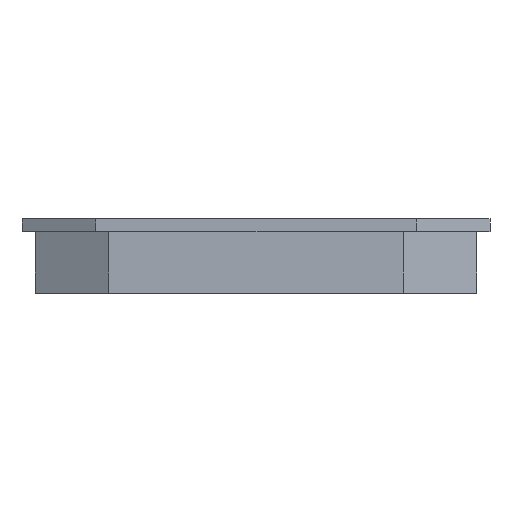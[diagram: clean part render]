
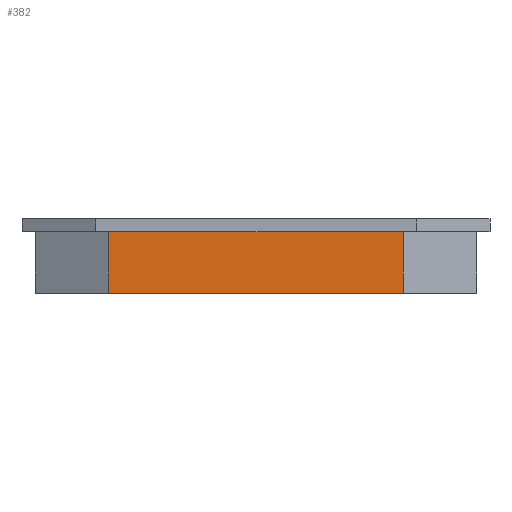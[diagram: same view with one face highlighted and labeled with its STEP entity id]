
A CAD part, left-side view. The second image highlights one B-rep face of the part: STEP entity #382.
In plain terms, the highlighted planar face has unit normal (-1, 0, 0).
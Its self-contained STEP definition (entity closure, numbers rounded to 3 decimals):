
#63 = VERTEX_POINT('',#64);
#64 = CARTESIAN_POINT('',(-348.75,69.684,0.));
#70 = EDGE_CURVE('',#71,#63,#73,.T.);
#71 = VERTEX_POINT('',#72);
#72 = CARTESIAN_POINT('',(-348.75,-68.684,0.));
#73 = LINE('',#74,#75);
#74 = CARTESIAN_POINT('',(-348.75,-68.684,0.));
#75 = VECTOR('',#76,1.);
#76 = DIRECTION('',(0.,1.,0.));
#314 = VERTEX_POINT('',#315);
#315 = CARTESIAN_POINT('',(-348.75,69.684,29.));
#348 = VERTEX_POINT('',#349);
#349 = CARTESIAN_POINT('',(-348.75,-68.684,29.));
#355 = EDGE_CURVE('',#348,#314,#356,.T.);
#356 = LINE('',#357,#358);
#357 = CARTESIAN_POINT('',(-348.75,-31.579,29.));
#358 = VECTOR('',#359,1.);
#359 = DIRECTION('',(0.,1.,0.));
#370 = EDGE_CURVE('',#63,#314,#371,.T.);
#371 = LINE('',#372,#373);
#372 = CARTESIAN_POINT('',(-348.75,69.684,0.));
#373 = VECTOR('',#374,1.);
#374 = DIRECTION('',(0.,0.,1.));
#382 = ADVANCED_FACE('',(#383),#394,.T.);
#383 = FACE_BOUND('',#384,.T.);
#384 = EDGE_LOOP('',(#385,#386,#392,#393));
#385 = ORIENTED_EDGE('',*,*,#70,.F.);
#386 = ORIENTED_EDGE('',*,*,#387,.T.);
#387 = EDGE_CURVE('',#71,#348,#388,.T.);
#388 = LINE('',#389,#390);
#389 = CARTESIAN_POINT('',(-348.75,-68.684,0.));
#390 = VECTOR('',#391,1.);
#391 = DIRECTION('',(0.,0.,1.));
#392 = ORIENTED_EDGE('',*,*,#355,.T.);
#393 = ORIENTED_EDGE('',*,*,#370,.F.);
#394 = PLANE('',#395);
#395 = AXIS2_PLACEMENT_3D('',#396,#397,#398);
#396 = CARTESIAN_POINT('',(-348.75,-68.684,0.));
#397 = DIRECTION('',(-1.,0.,0.));
#398 = DIRECTION('',(0.,1.,0.));
